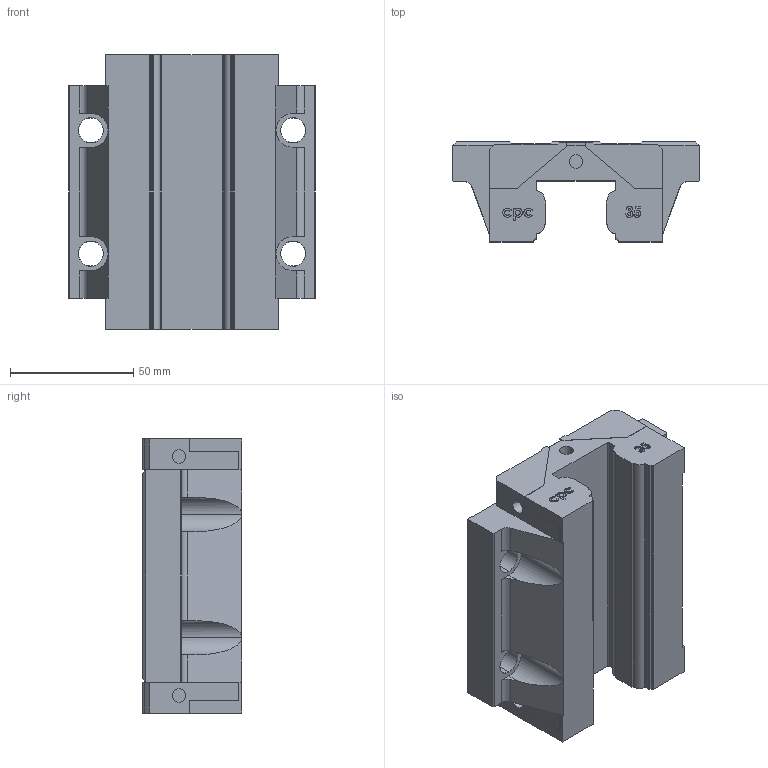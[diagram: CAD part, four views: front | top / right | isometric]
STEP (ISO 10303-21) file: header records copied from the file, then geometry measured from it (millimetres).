
FILE_DESCRIPTION (( 'STEP AP214' ), '1' );
FILE_NAME ('ARC35FN-block.STEP', '2013-03-11T09:37:56', ( 'CPC' ), ( '' ), 'SwSTEP 2.0', 'SolidWorks 2010', '' );
FILE_SCHEMA (( 'AUTOMOTIVE_DESIGN' ));
Length unit declared in the file: millimetre
Products named in the file (1): ARC35FN-block
Bounding box: 100 x 40.5 x 111.2 mm (x, y, z)
Volume: 280580.4 mm3; surface area: 42892.5 mm2
Topology: 1 solids, 1 shells, 344 faces, 926 edges, 606 vertices
Faces by surface type: plane 172, bspline 90, cylinder 66, cone 16
Entity records: 19401 total; most frequent: CARTESIAN_POINT 10307, ORIENTED_EDGE 1852, DIRECTION 1390, EDGE_CURVE 926, VERTEX_POINT 606, VECTOR 596, LINE 596, AXIS2_PLACEMENT_3D 397
